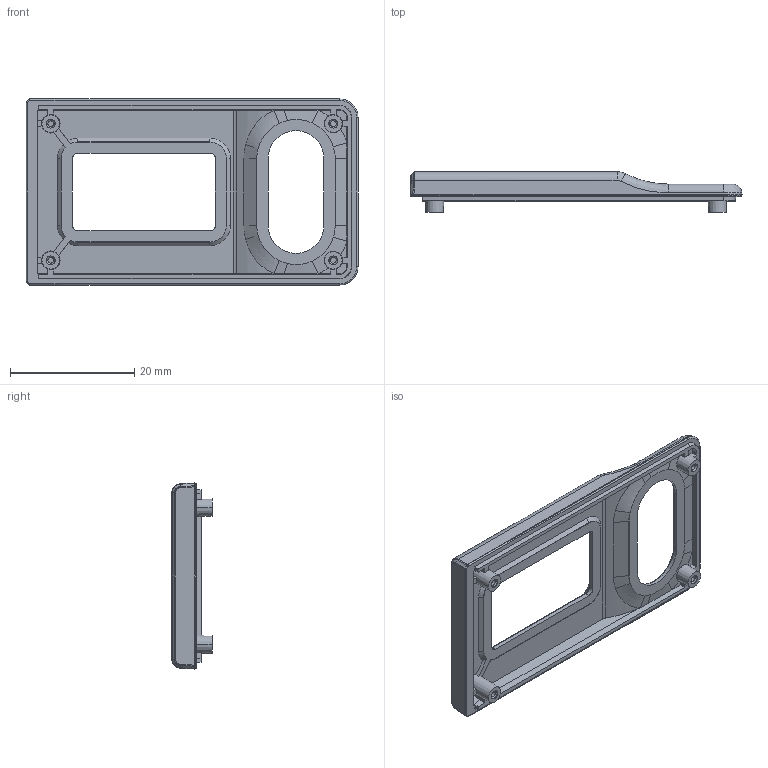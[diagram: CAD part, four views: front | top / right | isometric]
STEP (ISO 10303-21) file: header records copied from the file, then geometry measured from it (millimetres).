
FILE_DESCRIPTION((''),'2;1');
FILE_NAME('PORTAL_UPPER','2024-05-29T22:05:27',('colin'),(''),'CREO PARAMETRIC BY PTC INC, 2022124','CREO PARAMETRIC BY PTC INC, 2022124','');
FILE_SCHEMA(('AUTOMOTIVE_DESIGN { 1 0 10303 214 1 1 1 1 }'));
Length unit declared in the file: millimetre
Products named in the file (1): PORTAL_UPPER
Bounding box: 53.46 x 6.5 x 29.96 mm (x, y, z)
Volume: 2513 mm3; surface area: 3481 mm2
Topology: 1 solids, 1 shells, 456 faces, 1190 edges, 752 vertices
Faces by surface type: bspline 153, plane 152, cone 88, cylinder 43, torus 20
Entity records: 20129 total; most frequent: CARTESIAN_POINT 9926, ORIENTED_EDGE 2380, DIRECTION 1672, EDGE_CURVE 1190, VERTEX_POINT 752, VECTOR 558, LINE 558, AXIS2_PLACEMENT_3D 557
